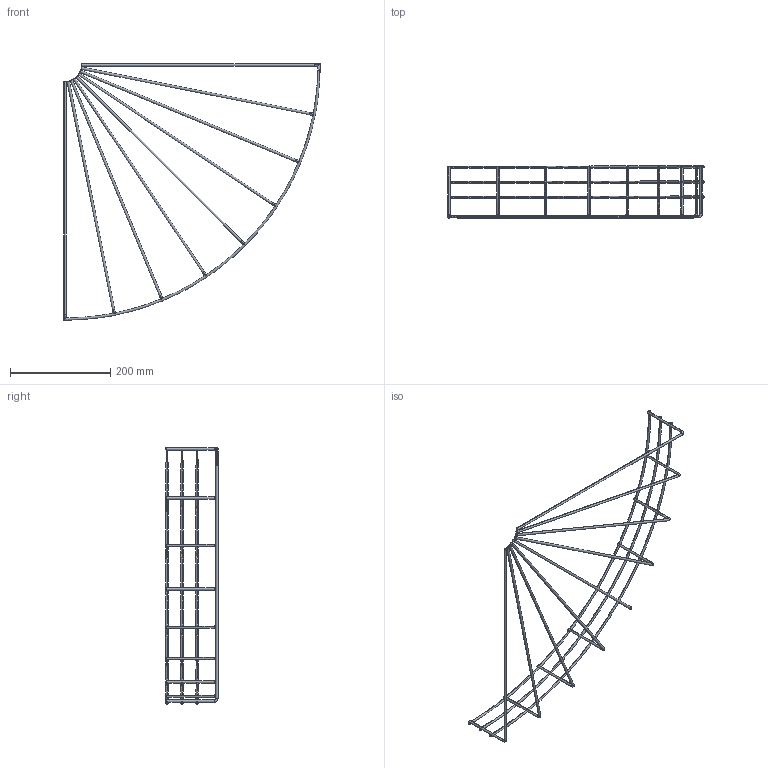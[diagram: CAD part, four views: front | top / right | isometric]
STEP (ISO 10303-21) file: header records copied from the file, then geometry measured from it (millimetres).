
FILE_DESCRIPTION (( 'STEP AP214' ), '1' );
FILE_NAME ('6002358_KSTP1.stp', '2018-09-27T05:34:13', ( '' ), ( '' ), 'SwSTEP 2.0', 'SolidWorks 2016', '' );
FILE_SCHEMA (( 'AUTOMOTIVE_DESIGN' ));
Length unit declared in the file: millimetre
Products named in the file (1): 6002358_KSTP1
Bounding box: 510.55 x 104.1 x 510.55 mm (x, y, z)
Volume: 130081.1 mm3; surface area: 110622.7 mm2
Topology: 1 solids, 1 shells, 96 faces, 326 edges, 212 vertices
Faces by surface type: cylinder 48, torus 24, plane 24
Entity records: 5065 total; most frequent: CARTESIAN_POINT 2239, ORIENTED_EDGE 652, DIRECTION 567, EDGE_CURVE 326, AXIS2_PLACEMENT_3D 252, VERTEX_POINT 212, CIRCLE 155, EDGE_LOOP 108
